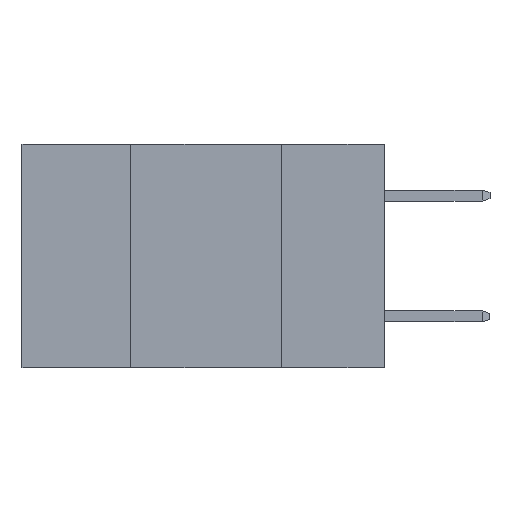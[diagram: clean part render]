
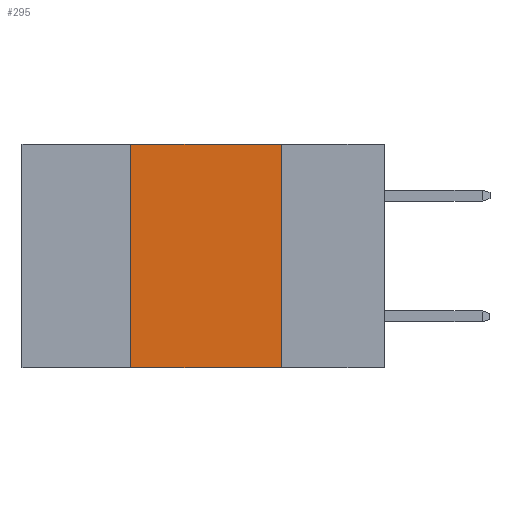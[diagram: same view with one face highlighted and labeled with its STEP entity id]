
A CAD part, left-side view. The second image highlights one B-rep face of the part: STEP entity #295.
In plain terms, the highlighted planar face has unit normal (-1, 0, 0).
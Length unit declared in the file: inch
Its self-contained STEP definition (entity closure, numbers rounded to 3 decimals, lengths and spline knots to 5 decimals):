
#24 = CARTESIAN_POINT ( 'NONE',  ( 0., 0.42, -0.37 ) ) ;
#61 = ORIENTED_EDGE ( 'NONE', *, *, #7987, .F. ) ;
#295 = ADVANCED_FACE ( 'NONE', ( #4855 ), #6026, .F. ) ;
#822 = ORIENTED_EDGE ( 'NONE', *, *, #4013, .T. ) ;
#902 = LINE ( 'NONE', #7842, #4571 ) ;
#1014 = LINE ( 'NONE', #8371, #1259 ) ;
#1015 = VERTEX_POINT ( 'NONE', #24 ) ;
#1164 = AXIS2_PLACEMENT_3D ( 'NONE', #5592, #5578, #5576 ) ;
#1259 = VECTOR ( 'NONE', #4070, 39.37008 ) ;
#2021 = EDGE_LOOP ( 'NONE', ( #8212, #8425, #61, #822 ) ) ;
#2047 = VERTEX_POINT ( 'NONE', #4879 ) ;
#2767 = CARTESIAN_POINT ( 'NONE',  ( 0., 0.17, 0. ) ) ;
#3987 = LINE ( 'NONE', #7209, #7572 ) ;
#4013 = EDGE_CURVE ( 'NONE', #1015, #6585, #3987, .T. ) ;
#4070 = DIRECTION ( 'NONE',  ( 0., -1., 0. ) ) ;
#4200 = CARTESIAN_POINT ( 'NONE',  ( 0., 0.17, -0.37 ) ) ;
#4563 = LINE ( 'NONE', #7210, #7956 ) ;
#4571 = VECTOR ( 'NONE', #7714, 39.37008 ) ;
#4761 = VERTEX_POINT ( 'NONE', #2767 ) ;
#4855 = FACE_OUTER_BOUND ( 'NONE', #2021, .T. ) ;
#4879 = CARTESIAN_POINT ( 'NONE',  ( 0., 0.42, 0. ) ) ;
#5576 = DIRECTION ( 'NONE',  ( 0., 0., -1. ) ) ;
#5578 = DIRECTION ( 'NONE',  ( 1., 0., 0. ) ) ;
#5592 = CARTESIAN_POINT ( 'NONE',  ( 0., 0.6, 0. ) ) ;
#6026 = PLANE ( 'NONE',  #1164 ) ;
#6585 = VERTEX_POINT ( 'NONE', #4200 ) ;
#6841 = EDGE_CURVE ( 'NONE', #4761, #6585, #902, .T. ) ;
#7209 = CARTESIAN_POINT ( 'NONE',  ( 0., 0.6, -0.37 ) ) ;
#7210 = CARTESIAN_POINT ( 'NONE',  ( 0., 0.42, 0. ) ) ;
#7572 = VECTOR ( 'NONE', #9463, 39.37008 ) ;
#7714 = DIRECTION ( 'NONE',  ( 0., 0., -1. ) ) ;
#7735 = EDGE_CURVE ( 'NONE', #2047, #4761, #1014, .T. ) ;
#7842 = CARTESIAN_POINT ( 'NONE',  ( 0., 0.17, 0. ) ) ;
#7956 = VECTOR ( 'NONE', #9379, 39.37008 ) ;
#7987 = EDGE_CURVE ( 'NONE', #1015, #2047, #4563, .T. ) ;
#8212 = ORIENTED_EDGE ( 'NONE', *, *, #6841, .F. ) ;
#8371 = CARTESIAN_POINT ( 'NONE',  ( 0., 0.6, 0. ) ) ;
#8425 = ORIENTED_EDGE ( 'NONE', *, *, #7735, .F. ) ;
#9379 = DIRECTION ( 'NONE',  ( 0., 0., 1. ) ) ;
#9463 = DIRECTION ( 'NONE',  ( 0., -1., 0. ) ) ;
